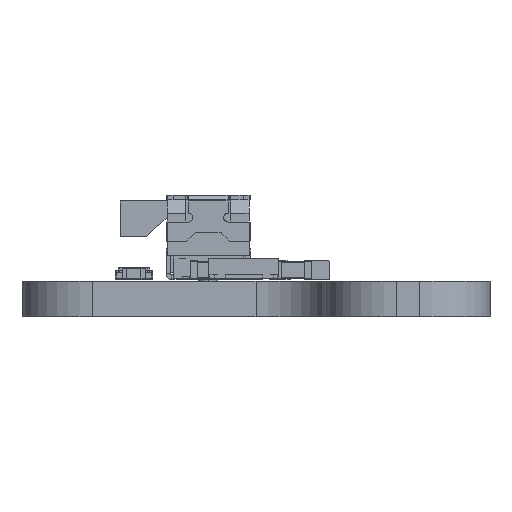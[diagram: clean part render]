
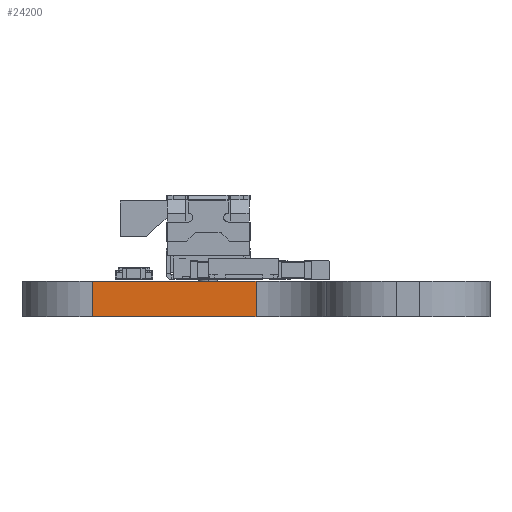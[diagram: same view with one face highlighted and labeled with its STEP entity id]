
A CAD part, front view. The second image highlights one B-rep face of the part: STEP entity #24200.
In plain terms, the highlighted planar face has unit normal (0, -1, 0).
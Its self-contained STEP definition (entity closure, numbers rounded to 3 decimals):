
#22805 = VERTEX_POINT('',#22806);
#22806 = CARTESIAN_POINT('',(142.02,-111.125,0.));
#22813 = EDGE_CURVE('',#22814,#22805,#22816,.T.);
#22814 = VERTEX_POINT('',#22815);
#22815 = CARTESIAN_POINT('',(149.02,-111.125,0.));
#22816 = LINE('',#22817,#22818);
#22817 = CARTESIAN_POINT('',(149.02,-111.125,0.));
#22818 = VECTOR('',#22819,1.);
#22819 = DIRECTION('',(-1.,0.,0.));
#23434 = VERTEX_POINT('',#23435);
#23435 = CARTESIAN_POINT('',(142.02,-111.125,1.516));
#23442 = EDGE_CURVE('',#23443,#23434,#23445,.T.);
#23443 = VERTEX_POINT('',#23444);
#23444 = CARTESIAN_POINT('',(149.02,-111.125,1.516));
#23445 = LINE('',#23446,#23447);
#23446 = CARTESIAN_POINT('',(149.02,-111.125,1.516));
#23447 = VECTOR('',#23448,1.);
#23448 = DIRECTION('',(-1.,0.,0.));
#24172 = EDGE_CURVE('',#22814,#23443,#24173,.T.);
#24173 = LINE('',#24174,#24175);
#24174 = CARTESIAN_POINT('',(149.02,-111.125,0.));
#24175 = VECTOR('',#24176,1.);
#24176 = DIRECTION('',(0.,0.,1.));
#24187 = EDGE_CURVE('',#22805,#23434,#24188,.T.);
#24188 = LINE('',#24189,#24190);
#24189 = CARTESIAN_POINT('',(142.02,-111.125,0.));
#24190 = VECTOR('',#24191,1.);
#24191 = DIRECTION('',(0.,0.,1.));
#24200 = ADVANCED_FACE('',(#24201),#24207,.T.);
#24201 = FACE_BOUND('',#24202,.T.);
#24202 = EDGE_LOOP('',(#24203,#24204,#24205,#24206));
#24203 = ORIENTED_EDGE('',*,*,#24172,.T.);
#24204 = ORIENTED_EDGE('',*,*,#23442,.T.);
#24205 = ORIENTED_EDGE('',*,*,#24187,.F.);
#24206 = ORIENTED_EDGE('',*,*,#22813,.F.);
#24207 = PLANE('',#24208);
#24208 = AXIS2_PLACEMENT_3D('',#24209,#24210,#24211);
#24209 = CARTESIAN_POINT('',(149.02,-111.125,0.));
#24210 = DIRECTION('',(0.,-1.,0.));
#24211 = DIRECTION('',(-1.,0.,0.));
